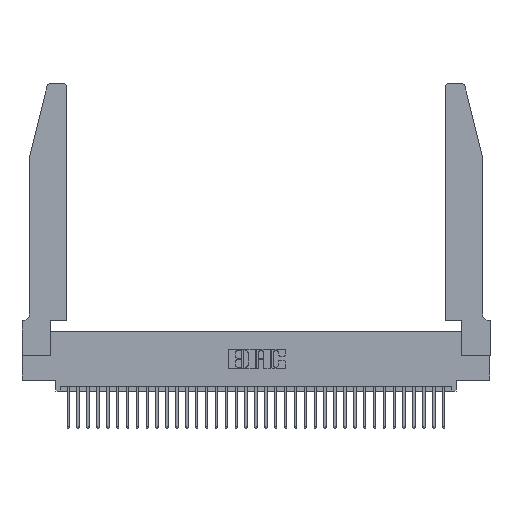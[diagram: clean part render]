
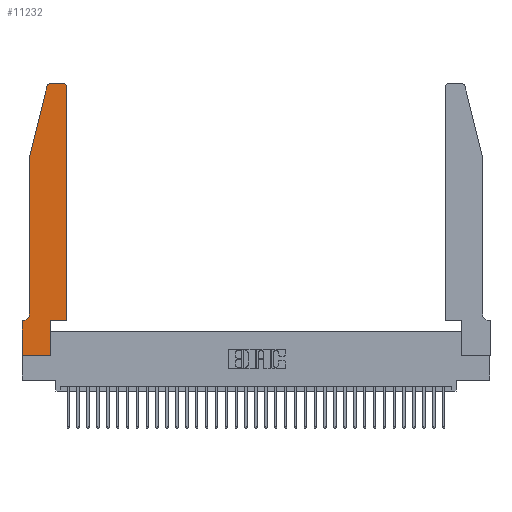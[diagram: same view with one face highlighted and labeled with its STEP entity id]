
A CAD part, top view. The second image highlights one B-rep face of the part: STEP entity #11232.
In plain terms, the highlighted planar face has unit normal (0, 0, 1).
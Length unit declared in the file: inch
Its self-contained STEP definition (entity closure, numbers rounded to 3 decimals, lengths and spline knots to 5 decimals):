
#885 = CARTESIAN_POINT ( 'NONE',  ( 0.4505, 0.35, 0.37 ) ) ;
#1104 = LINE ( 'NONE', #25189, #35432 ) ;
#1169 = DIRECTION ( 'NONE',  ( 0., -1., 0. ) ) ;
#1321 = CARTESIAN_POINT ( 'NONE',  ( 0.0755, 0.42, 0.37 ) ) ;
#1445 = EDGE_CURVE ( 'NONE', #30390, #14006, #12066, .T. ) ;
#2056 = DIRECTION ( 'NONE',  ( -1., 0., 0. ) ) ;
#2261 = DIRECTION ( 'NONE',  ( 0., 0., 1. ) ) ;
#2656 = CARTESIAN_POINT ( 'NONE',  ( 0., 0.35, 0.37 ) ) ;
#2896 = ORIENTED_EDGE ( 'NONE', *, *, #34553, .T. ) ;
#3210 = CARTESIAN_POINT ( 'NONE',  ( 0.4505, 2.72, 0.37 ) ) ;
#3707 = DIRECTION ( 'NONE',  ( 1., 0., 0. ) ) ;
#3883 = CARTESIAN_POINT ( 'NONE',  ( 0.0055, 0.35, 0.37 ) ) ;
#4080 = ORIENTED_EDGE ( 'NONE', *, *, #8150, .T. ) ;
#4268 = DIRECTION ( 'NONE',  ( 1., 0., 0. ) ) ;
#4324 = CARTESIAN_POINT ( 'NONE',  ( 0., 0., 0.37 ) ) ;
#5095 = EDGE_CURVE ( 'NONE', #13570, #30390, #11956, .T. ) ;
#5294 = AXIS2_PLACEMENT_3D ( 'NONE', #12862, #9809, #23790 ) ;
#5693 = EDGE_CURVE ( 'NONE', #16922, #11533, #35272, .T. ) ;
#7084 = CARTESIAN_POINT ( 'NONE',  ( 0., 0., 0.37 ) ) ;
#7681 = ORIENTED_EDGE ( 'NONE', *, *, #14650, .T. ) ;
#7761 = CARTESIAN_POINT ( 'NONE',  ( 0.4505, 0.35, 0.37 ) ) ;
#8073 = CARTESIAN_POINT ( 'NONE',  ( 0.0755, 2., 0.37 ) ) ;
#8150 = EDGE_CURVE ( 'NONE', #29315, #14947, #34646, .T. ) ;
#8708 = LINE ( 'NONE', #885, #29072 ) ;
#8739 = EDGE_CURVE ( 'NONE', #14947, #10393, #29371, .T. ) ;
#9261 = AXIS2_PLACEMENT_3D ( 'NONE', #2656, #30881, #23174 ) ;
#9453 = LINE ( 'NONE', #17985, #11233 ) ;
#9809 = DIRECTION ( 'NONE',  ( 0., 0., -1. ) ) ;
#10268 = AXIS2_PLACEMENT_3D ( 'NONE', #20881, #34792, #4268 ) ;
#10393 = VERTEX_POINT ( 'NONE', #31546 ) ;
#11096 = VERTEX_POINT ( 'NONE', #8073 ) ;
#11232 = ADVANCED_FACE ( 'NONE', ( #23588 ), #11771, .T. ) ;
#11233 = VECTOR ( 'NONE', #15472, 39.37008 ) ;
#11336 = ORIENTED_EDGE ( 'NONE', *, *, #16499, .T. ) ;
#11374 = VECTOR ( 'NONE', #2056, 39.37008 ) ;
#11533 = VERTEX_POINT ( 'NONE', #3883 ) ;
#11771 = PLANE ( 'NONE',  #9261 ) ;
#11956 = LINE ( 'NONE', #7761, #29265 ) ;
#12066 = CIRCLE ( 'NONE', #13784, 0.03 ) ;
#12423 = EDGE_LOOP ( 'NONE', ( #24181, #2896, #11336, #16237, #16932, #13643, #4080, #22167, #7681, #13424, #21908, #31847 ) ) ;
#12862 = CARTESIAN_POINT ( 'NONE',  ( 0.0055, 0.42, 0.37 ) ) ;
#13141 = CARTESIAN_POINT ( 'NONE',  ( 0.4205, 2.72, 0.37 ) ) ;
#13250 = EDGE_CURVE ( 'NONE', #21625, #13570, #8708, .T. ) ;
#13424 = ORIENTED_EDGE ( 'NONE', *, *, #13250, .T. ) ;
#13570 = VERTEX_POINT ( 'NONE', #25555 ) ;
#13643 = ORIENTED_EDGE ( 'NONE', *, *, #25794, .T. ) ;
#13784 = AXIS2_PLACEMENT_3D ( 'NONE', #13141, #2261, #15808 ) ;
#13834 = DIRECTION ( 'NONE',  ( 0., -1., 0. ) ) ;
#14006 = VERTEX_POINT ( 'NONE', #26259 ) ;
#14633 = VECTOR ( 'NONE', #21798, 39.37008 ) ;
#14650 = EDGE_CURVE ( 'NONE', #10393, #21625, #9453, .T. ) ;
#14947 = VERTEX_POINT ( 'NONE', #7084 ) ;
#15472 = DIRECTION ( 'NONE',  ( 0., 1., 0. ) ) ;
#15808 = DIRECTION ( 'NONE',  ( 1., 0., 0. ) ) ;
#16237 = ORIENTED_EDGE ( 'NONE', *, *, #34721, .T. ) ;
#16499 = EDGE_CURVE ( 'NONE', #23234, #11096, #22397, .T. ) ;
#16922 = VERTEX_POINT ( 'NONE', #1321 ) ;
#16932 = ORIENTED_EDGE ( 'NONE', *, *, #5693, .T. ) ;
#16940 = DIRECTION ( 'NONE',  ( -1., 0., 0. ) ) ;
#17985 = CARTESIAN_POINT ( 'NONE',  ( 0.2865, 0.35, 0.37 ) ) ;
#18183 = VECTOR ( 'NONE', #1169, 39.37008 ) ;
#18397 = CARTESIAN_POINT ( 'NONE',  ( 0.2605, 2.75, 0.37 ) ) ;
#20282 = EDGE_CURVE ( 'NONE', #14006, #23889, #23495, .T. ) ;
#20881 = CARTESIAN_POINT ( 'NONE',  ( 0.284, 2.72, 0.37 ) ) ;
#21625 = VERTEX_POINT ( 'NONE', #27139 ) ;
#21798 = DIRECTION ( 'NONE',  ( 1., 0., 0. ) ) ;
#21908 = ORIENTED_EDGE ( 'NONE', *, *, #5095, .T. ) ;
#22167 = ORIENTED_EDGE ( 'NONE', *, *, #8739, .T. ) ;
#22213 = CARTESIAN_POINT ( 'NONE',  ( 0.0755, 2., 0.37 ) ) ;
#22397 = LINE ( 'NONE', #34191, #31396 ) ;
#22700 = VECTOR ( 'NONE', #13834, 39.37008 ) ;
#22953 = DIRECTION ( 'NONE',  ( -0.239, -0.971, 0. ) ) ;
#23142 = CARTESIAN_POINT ( 'NONE',  ( 0., 0.35, 0.37 ) ) ;
#23174 = DIRECTION ( 'NONE',  ( 1., 0., 0. ) ) ;
#23234 = VERTEX_POINT ( 'NONE', #31008 ) ;
#23480 = CARTESIAN_POINT ( 'NONE',  ( 0., 0., 0.37 ) ) ;
#23495 = LINE ( 'NONE', #18397, #11374 ) ;
#23588 = FACE_OUTER_BOUND ( 'NONE', #12423, .T. ) ;
#23790 = DIRECTION ( 'NONE',  ( -1., 0., 0. ) ) ;
#23889 = VERTEX_POINT ( 'NONE', #27202 ) ;
#24181 = ORIENTED_EDGE ( 'NONE', *, *, #20282, .T. ) ;
#25189 = CARTESIAN_POINT ( 'NONE',  ( 0.0755, 0.35, 0.37 ) ) ;
#25555 = CARTESIAN_POINT ( 'NONE',  ( 0.4505, 0.35, 0.37 ) ) ;
#25794 = EDGE_CURVE ( 'NONE', #11533, #29315, #1104, .T. ) ;
#26259 = CARTESIAN_POINT ( 'NONE',  ( 0.4205, 2.75, 0.37 ) ) ;
#27060 = CIRCLE ( 'NONE', #10268, 0.03 ) ;
#27139 = CARTESIAN_POINT ( 'NONE',  ( 0.2865, 0.35, 0.37 ) ) ;
#27202 = CARTESIAN_POINT ( 'NONE',  ( 0.284, 2.75, 0.37 ) ) ;
#29072 = VECTOR ( 'NONE', #3707, 39.37008 ) ;
#29265 = VECTOR ( 'NONE', #29531, 39.37008 ) ;
#29315 = VERTEX_POINT ( 'NONE', #23142 ) ;
#29371 = LINE ( 'NONE', #4324, #14633 ) ;
#29531 = DIRECTION ( 'NONE',  ( 0., 1., 0. ) ) ;
#30390 = VERTEX_POINT ( 'NONE', #3210 ) ;
#30881 = DIRECTION ( 'NONE',  ( 0., 0., 1. ) ) ;
#31008 = CARTESIAN_POINT ( 'NONE',  ( 0.25487, 2.72718, 0.37 ) ) ;
#31396 = VECTOR ( 'NONE', #22953, 39.37008 ) ;
#31546 = CARTESIAN_POINT ( 'NONE',  ( 0.2865, 0., 0.37 ) ) ;
#31847 = ORIENTED_EDGE ( 'NONE', *, *, #1445, .T. ) ;
#33086 = LINE ( 'NONE', #22213, #22700 ) ;
#34191 = CARTESIAN_POINT ( 'NONE',  ( 0.0755, 2., 0.37 ) ) ;
#34553 = EDGE_CURVE ( 'NONE', #23889, #23234, #27060, .T. ) ;
#34646 = LINE ( 'NONE', #23480, #18183 ) ;
#34721 = EDGE_CURVE ( 'NONE', #11096, #16922, #33086, .T. ) ;
#34792 = DIRECTION ( 'NONE',  ( 0., 0., 1. ) ) ;
#35272 = CIRCLE ( 'NONE', #5294, 0.07 ) ;
#35432 = VECTOR ( 'NONE', #16940, 39.37008 ) ;
